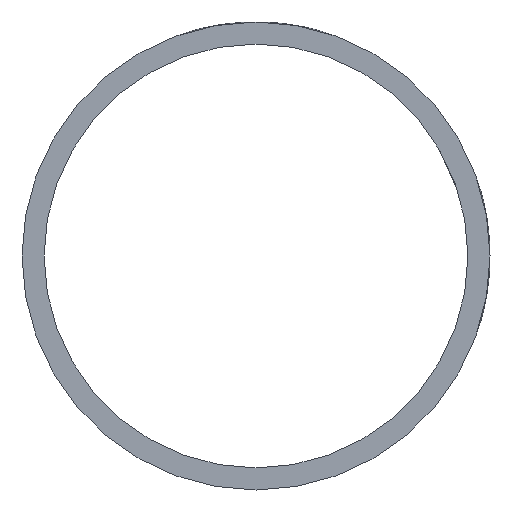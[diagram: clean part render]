
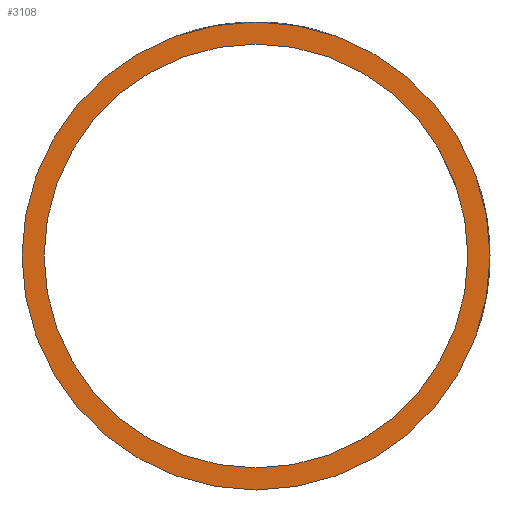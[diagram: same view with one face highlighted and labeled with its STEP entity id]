
A CAD part, front view. The second image highlights one B-rep face of the part: STEP entity #3108.
In plain terms, the highlighted planar face has unit normal (0, -1, 0).
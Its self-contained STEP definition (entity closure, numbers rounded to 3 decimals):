
#3 = CARTESIAN_POINT ( 'NONE',  ( 0., 0., -19.2 ) ) ;
#301 = DIRECTION ( 'NONE',  ( 0., 0., 1. ) ) ;
#659 = VERTEX_POINT ( 'NONE', #10831 ) ;
#846 = AXIS2_PLACEMENT_3D ( 'NONE', #5260, #10390, #9347 ) ;
#979 = ORIENTED_EDGE ( 'NONE', *, *, #3953, .F. ) ;
#1432 = DIRECTION ( 'NONE',  ( 0., 1., 0. ) ) ;
#2023 = DIRECTION ( 'NONE',  ( 0., 1., 0. ) ) ;
#2314 = ORIENTED_EDGE ( 'NONE', *, *, #7762, .T. ) ;
#2697 = CIRCLE ( 'NONE', #8014, 19.2 ) ;
#2742 = DIRECTION ( 'NONE',  ( 0., 0., 1. ) ) ;
#2924 = ORIENTED_EDGE ( 'NONE', *, *, #13578, .T. ) ;
#3108 = ADVANCED_FACE ( 'NONE', ( #7820, #12499 ), #11460, .F. ) ;
#3341 = VERTEX_POINT ( 'NONE', #3531 ) ;
#3483 = CARTESIAN_POINT ( 'NONE',  ( 0., 0., 0. ) ) ;
#3531 = CARTESIAN_POINT ( 'NONE',  ( 0., 0., 19.2 ) ) ;
#3913 = CIRCLE ( 'NONE', #6978, 21.2 ) ;
#3953 = EDGE_CURVE ( 'NONE', #10485, #659, #10794, .T. ) ;
#5260 = CARTESIAN_POINT ( 'NONE',  ( 0., 0., 0. ) ) ;
#5531 = AXIS2_PLACEMENT_3D ( 'NONE', #11979, #10814, #9702 ) ;
#5968 = CARTESIAN_POINT ( 'NONE',  ( 0., 0., 0. ) ) ;
#6339 = ORIENTED_EDGE ( 'NONE', *, *, #12883, .F. ) ;
#6978 = AXIS2_PLACEMENT_3D ( 'NONE', #10413, #2023, #7315 ) ;
#7315 = DIRECTION ( 'NONE',  ( 0., 0., 1. ) ) ;
#7458 = CIRCLE ( 'NONE', #11202, 19.2 ) ;
#7762 = EDGE_CURVE ( 'NONE', #10637, #3341, #2697, .T. ) ;
#7820 = FACE_OUTER_BOUND ( 'NONE', #8932, .T. ) ;
#8014 = AXIS2_PLACEMENT_3D ( 'NONE', #5968, #8261, #2742 ) ;
#8261 = DIRECTION ( 'NONE',  ( 0., 1., 0. ) ) ;
#8932 = EDGE_LOOP ( 'NONE', ( #6339, #979 ) ) ;
#9347 = DIRECTION ( 'NONE',  ( 0., 0., 1. ) ) ;
#9702 = DIRECTION ( 'NONE',  ( 0., 0., 1. ) ) ;
#10390 = DIRECTION ( 'NONE',  ( 0., 1., 0. ) ) ;
#10413 = CARTESIAN_POINT ( 'NONE',  ( 0., 0., 0. ) ) ;
#10435 = EDGE_LOOP ( 'NONE', ( #2314, #2924 ) ) ;
#10485 = VERTEX_POINT ( 'NONE', #12538 ) ;
#10637 = VERTEX_POINT ( 'NONE', #3 ) ;
#10794 = CIRCLE ( 'NONE', #5531, 21.2 ) ;
#10814 = DIRECTION ( 'NONE',  ( 0., 1., 0. ) ) ;
#10831 = CARTESIAN_POINT ( 'NONE',  ( 0., 0., -21.2 ) ) ;
#11202 = AXIS2_PLACEMENT_3D ( 'NONE', #3483, #1432, #301 ) ;
#11460 = PLANE ( 'NONE',  #846 ) ;
#11979 = CARTESIAN_POINT ( 'NONE',  ( 0., 0., 0. ) ) ;
#12499 = FACE_BOUND ( 'NONE', #10435, .T. ) ;
#12538 = CARTESIAN_POINT ( 'NONE',  ( 0., 0., 21.2 ) ) ;
#12883 = EDGE_CURVE ( 'NONE', #659, #10485, #3913, .T. ) ;
#13578 = EDGE_CURVE ( 'NONE', #3341, #10637, #7458, .T. ) ;
